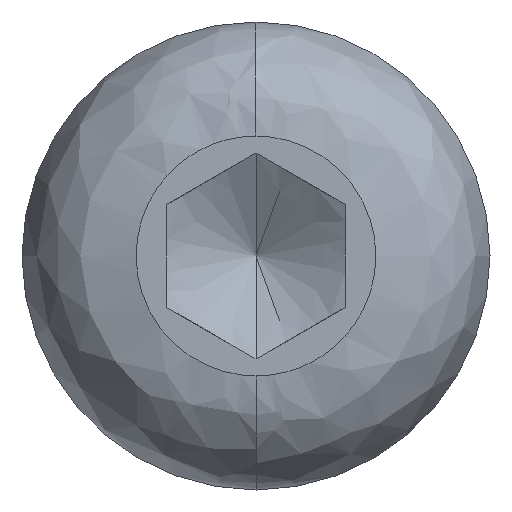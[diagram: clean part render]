
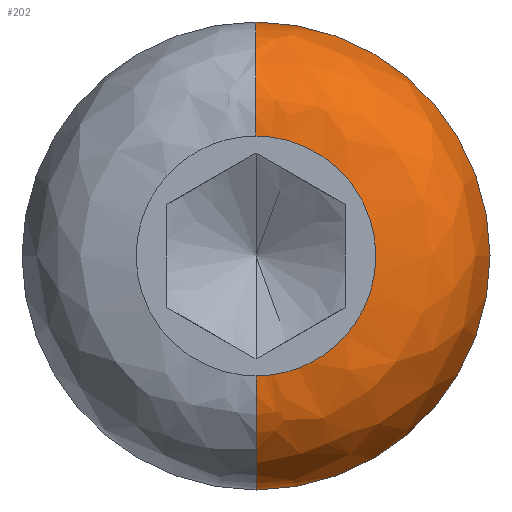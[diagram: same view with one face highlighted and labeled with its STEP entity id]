
A CAD part, left-side view. The second image highlights one B-rep face of the part: STEP entity #202.
In plain terms, the highlighted free-form (B-spline) face has degree [3, 3] with [4, 4] control points.
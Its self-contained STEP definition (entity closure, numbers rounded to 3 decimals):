
#3 = VERTEX_POINT ( 'NONE', #471 ) ;
#16 = CARTESIAN_POINT ( 'NONE',  ( -0.74, 0., 2.69 ) ) ;
#26 = ORIENTED_EDGE ( 'NONE', *, *, #154, .F. ) ;
#31 = CARTESIAN_POINT ( 'NONE',  ( -0.74, 0., 0. ) ) ;
#49 = EDGE_CURVE ( 'NONE', #581, #343, #64, .T. ) ;
#64 = CIRCLE ( 'NONE', #592, 2.56 ) ;
#73 =( BOUNDED_SURFACE ( )  B_SPLINE_SURFACE ( 3, 3, ( 
 ( #76, #448, #182, #311 ),
 ( #180, #360, #399, #357 ),
 ( #402, #309, #227, #272 ),
 ( #83, #129, #545, #405 ) ),
 .UNSPECIFIED., .F., .F., .T. ) 
 B_SPLINE_SURFACE_WITH_KNOTS ( ( 4, 4 ),
 ( 4, 4 ),
 ( 0., 1. ),
 ( 0., 1. ),
 .UNSPECIFIED. ) 
 GEOMETRIC_REPRESENTATION_ITEM ( )  RATIONAL_B_SPLINE_SURFACE ( (
 ( 1., 0.333, 0.333, 1.),
 ( 0.805, 0.268, 0.268, 0.805),
 ( 0.805, 0.268, 0.268, 0.805),
 ( 1., 0.333, 0.333, 1.) ) ) 
 REPRESENTATION_ITEM ( '' )  SURFACE ( )  );
#75 = DIRECTION ( 'NONE',  ( 1., 0., 0. ) ) ;
#76 = CARTESIAN_POINT ( 'NONE',  ( -0.74, 0., 5.25 ) ) ;
#79 = CIRCLE ( 'NONE', #256, 5.25 ) ;
#83 = CARTESIAN_POINT ( 'NONE',  ( -3.3, 0., 2.69 ) ) ;
#109 = AXIS2_PLACEMENT_3D ( 'NONE', #222, #451, #395 ) ;
#129 = CARTESIAN_POINT ( 'NONE',  ( -3.3, -5.38, 2.69 ) ) ;
#150 =( BOUNDED_CURVE ( )  B_SPLINE_CURVE ( 3, ( #348, #453, #507, #230 ),
 .UNSPECIFIED., .F., .F. ) 
 B_SPLINE_CURVE_WITH_KNOTS ( ( 4, 4 ),
 ( 0.75, 1.25 ),
 .UNSPECIFIED. ) 
 CURVE ( )  GEOMETRIC_REPRESENTATION_ITEM ( )  RATIONAL_B_SPLINE_CURVE ( ( 1., 0.333, 0.333, 1. ) ) 
 REPRESENTATION_ITEM ( '' )  );
#154 = EDGE_CURVE ( 'NONE', #3, #388, #586, .T. ) ;
#179 = ORIENTED_EDGE ( 'NONE', *, *, #238, .T. ) ;
#180 = CARTESIAN_POINT ( 'NONE',  ( -2.24, 0., 5.25 ) ) ;
#182 = CARTESIAN_POINT ( 'NONE',  ( -0.74, -10.5, -5.25 ) ) ;
#202 = ADVANCED_FACE ( 'NONE', ( #328 ), #73, .T. ) ;
#219 = ORIENTED_EDGE ( 'NONE', *, *, #519, .F. ) ;
#222 = CARTESIAN_POINT ( 'NONE',  ( -0.74, 0., -2.69 ) ) ;
#227 = CARTESIAN_POINT ( 'NONE',  ( -3.3, -8.379, -4.19 ) ) ;
#228 = ORIENTED_EDGE ( 'NONE', *, *, #49, .T. ) ;
#230 = CARTESIAN_POINT ( 'NONE',  ( -3.3, 0., -2.69 ) ) ;
#238 = EDGE_CURVE ( 'NONE', #343, #388, #150, .T. ) ;
#256 = AXIS2_PLACEMENT_3D ( 'NONE', #31, #75, #396 ) ;
#272 = CARTESIAN_POINT ( 'NONE',  ( -3.3, 0., -4.19 ) ) ;
#281 = CARTESIAN_POINT ( 'NONE',  ( -3.3, 0., 2.69 ) ) ;
#309 = CARTESIAN_POINT ( 'NONE',  ( -3.3, -8.379, 4.19 ) ) ;
#311 = CARTESIAN_POINT ( 'NONE',  ( -0.74, 0., -5.25 ) ) ;
#321 = CARTESIAN_POINT ( 'NONE',  ( -0.74, 0., 5.25 ) ) ;
#328 = FACE_OUTER_BOUND ( 'NONE', #423, .T. ) ;
#343 = VERTEX_POINT ( 'NONE', #281 ) ;
#348 = CARTESIAN_POINT ( 'NONE',  ( -3.3, 0., 2.69 ) ) ;
#357 = CARTESIAN_POINT ( 'NONE',  ( -2.24, 0., -5.25 ) ) ;
#360 = CARTESIAN_POINT ( 'NONE',  ( -2.24, -10.5, 5.25 ) ) ;
#388 = VERTEX_POINT ( 'NONE', #521 ) ;
#395 = DIRECTION ( 'NONE',  ( 0., 0., -1. ) ) ;
#396 = DIRECTION ( 'NONE',  ( 0., 0., -1. ) ) ;
#399 = CARTESIAN_POINT ( 'NONE',  ( -2.24, -10.5, -5.25 ) ) ;
#402 = CARTESIAN_POINT ( 'NONE',  ( -3.3, 0., 4.19 ) ) ;
#405 = CARTESIAN_POINT ( 'NONE',  ( -3.3, 0., -2.69 ) ) ;
#423 = EDGE_LOOP ( 'NONE', ( #219, #228, #179, #26 ) ) ;
#448 = CARTESIAN_POINT ( 'NONE',  ( -0.74, -10.5, 5.25 ) ) ;
#451 = DIRECTION ( 'NONE',  ( 0., 1., 0. ) ) ;
#453 = CARTESIAN_POINT ( 'NONE',  ( -3.3, -5.38, 2.69 ) ) ;
#471 = CARTESIAN_POINT ( 'NONE',  ( -0.74, 0., -5.25 ) ) ;
#479 = DIRECTION ( 'NONE',  ( 0., -1., 0. ) ) ;
#487 = DIRECTION ( 'NONE',  ( 0., 0., 1. ) ) ;
#507 = CARTESIAN_POINT ( 'NONE',  ( -3.3, -5.38, -2.69 ) ) ;
#519 = EDGE_CURVE ( 'NONE', #581, #3, #79, .T. ) ;
#521 = CARTESIAN_POINT ( 'NONE',  ( -3.3, 0., -2.69 ) ) ;
#545 = CARTESIAN_POINT ( 'NONE',  ( -3.3, -5.38, -2.69 ) ) ;
#581 = VERTEX_POINT ( 'NONE', #321 ) ;
#586 = CIRCLE ( 'NONE', #109, 2.56 ) ;
#592 = AXIS2_PLACEMENT_3D ( 'NONE', #16, #479, #487 ) ;
